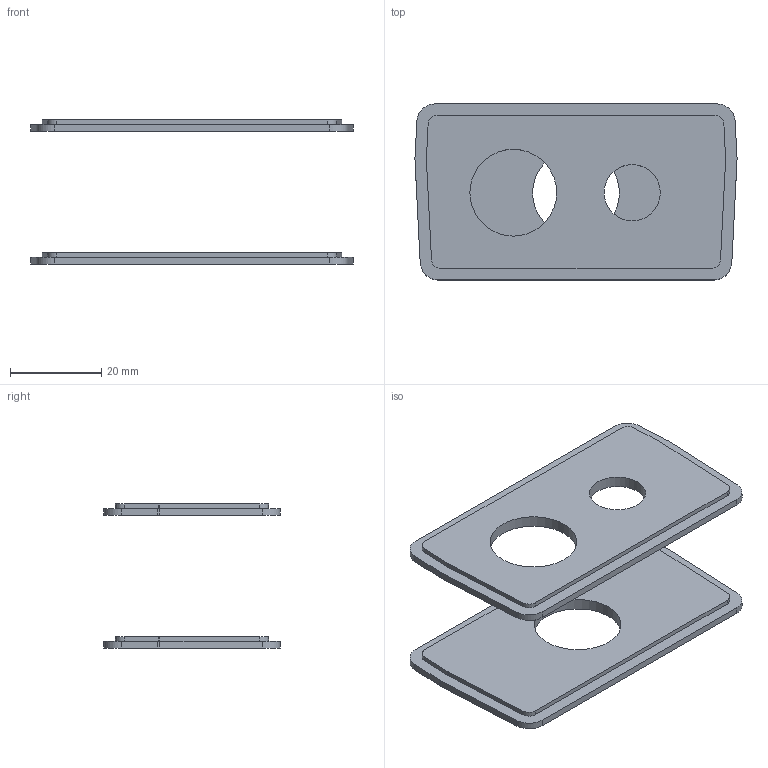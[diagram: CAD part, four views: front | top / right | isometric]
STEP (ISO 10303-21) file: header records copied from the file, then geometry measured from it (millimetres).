
FILE_DESCRIPTION(/* description */ (''),/* implementation_level */ '2;1');
FILE_NAME(/* name */ 'HOSAEnclosureWalls STEP.step',/* time_stamp */ '2023-05-15T08:43:16-04:00',/* author */ (''),/* organization */ (''),/* preprocessor_version */ 'ST-DEVELOPER v19.2',/* originating_system */ 'Autodesk Translation Framework v12.4.0.73',/* authorisation */ '');
FILE_SCHEMA (('AUTOMOTIVE_DESIGN { 1 0 10303 214 3 1 1 }'));
Length unit declared in the file: millimetre
Products named in the file (1): HOSAEnclosurePrint
Bounding box: 70.42 x 38.48 x 31.5 mm (x, y, z)
Volume: 10562.8 mm3; surface area: 10653.9 mm2
Topology: 2 solids, 2 shells, 57 faces, 153 edges, 102 vertices
Faces by surface type: plane 30, cylinder 27
Full cylindrical faces by diameter (mm): 12.294 x1, 18.974 x2
Entity records: 1852 total; most frequent: DIRECTION 323, CARTESIAN_POINT 313, ORIENTED_EDGE 306, EDGE_CURVE 153, AXIS2_PLACEMENT_3D 112, VERTEX_POINT 102, LINE 99, VECTOR 99
